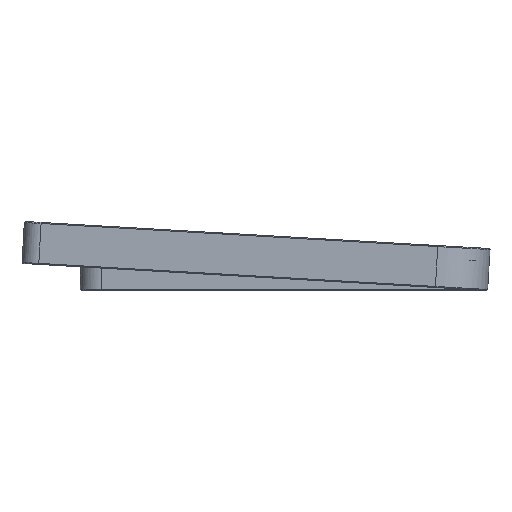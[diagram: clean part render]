
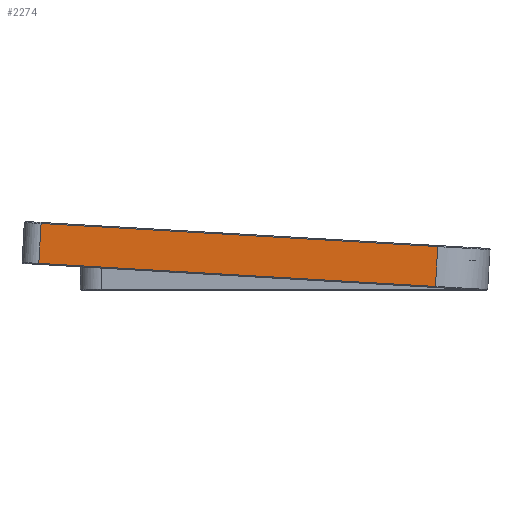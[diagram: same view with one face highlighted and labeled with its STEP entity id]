
A CAD part, left-side view. The second image highlights one B-rep face of the part: STEP entity #2274.
In plain terms, the highlighted planar face has unit normal (-1, 0, 0).
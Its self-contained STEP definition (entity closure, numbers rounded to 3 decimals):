
#75=B_SPLINE_CURVE_WITH_KNOTS('',3,(#3552,#3553,#3554,#3555),
 .UNSPECIFIED.,.F.,.F.,(4,4),(0.696,1.646),
 .UNSPECIFIED.);
#107=LINE('',#3558,#323);
#108=LINE('',#3560,#324);
#109=LINE('',#3561,#325);
#323=VECTOR('',#2700,10.);
#324=VECTOR('',#2701,10.);
#325=VECTOR('',#2702,10.);
#577=FACE_OUTER_BOUND('',#724,.T.);
#724=EDGE_LOOP('',(#1559,#1560,#1561,#1562));
#996=VERTEX_POINT('',#3526);
#998=VERTEX_POINT('',#3542);
#999=VERTEX_POINT('',#3557);
#1000=VERTEX_POINT('',#3559);
#1208=EDGE_CURVE('',#998,#996,#75,.T.);
#1209=EDGE_CURVE('',#996,#999,#107,.T.);
#1210=EDGE_CURVE('',#1000,#998,#108,.T.);
#1211=EDGE_CURVE('',#999,#1000,#109,.T.);
#1559=ORIENTED_EDGE('',*,*,#1209,.F.);
#1560=ORIENTED_EDGE('',*,*,#1208,.F.);
#1561=ORIENTED_EDGE('',*,*,#1210,.F.);
#1562=ORIENTED_EDGE('',*,*,#1211,.F.);
#2196=PLANE('',#2426);
#2274=ADVANCED_FACE('',(#577),#2196,.T.);
#2426=AXIS2_PLACEMENT_3D('',#3556,#2698,#2699);
#2698=DIRECTION('center_axis',(-1.,0.,0.));
#2699=DIRECTION('ref_axis',(0.,0.998,0.058));
#2700=DIRECTION('',(0.,0.998,0.058));
#2701=DIRECTION('',(0.,-0.998,-0.058));
#2702=DIRECTION('',(0.,-0.058,0.998));
#3526=CARTESIAN_POINT('',(-107.866,-43.578,-18.846));
#3542=CARTESIAN_POINT('',(-107.866,-44.13,-9.362));
#3552=CARTESIAN_POINT('Ctrl Pts',(-107.866,-44.13,-9.362));
#3553=CARTESIAN_POINT('Ctrl Pts',(-107.866,-43.946,-12.524));
#3554=CARTESIAN_POINT('Ctrl Pts',(-107.866,-43.762,-15.685));
#3555=CARTESIAN_POINT('Ctrl Pts',(-107.866,-43.578,-18.846));
#3556=CARTESIAN_POINT('Origin',(-107.866,-56.582,-9.836));
#3557=CARTESIAN_POINT('',(-107.866,50.81,-13.354));
#3558=CARTESIAN_POINT('',(-107.866,-28.81,-17.987));
#3559=CARTESIAN_POINT('',(-107.866,50.258,-3.87));
#3560=CARTESIAN_POINT('',(-107.866,-29.362,-8.503));
#3561=CARTESIAN_POINT('',(-107.866,50.244,-3.621));
